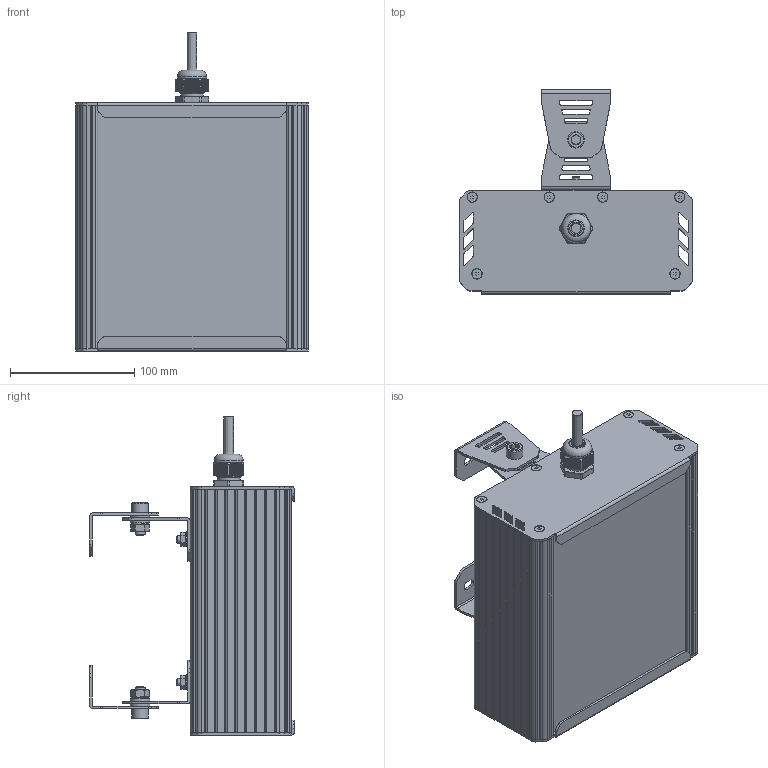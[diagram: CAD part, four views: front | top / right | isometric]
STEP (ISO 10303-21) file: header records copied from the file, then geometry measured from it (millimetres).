
FILE_DESCRIPTION(('STEP AP214'), '1');
FILE_NAME('001.0079.03.000 - ÃÑÏ-Ýêñòðà-10', '2023-10-28T05:10:22', ('Ëóêîíèí'), ('ÎÊÁ Ñâîé Ñòèëü'), 'C3D Converter', 'C3D Toolkit', '');
FILE_SCHEMA(('AUTOMOTIVE_DESIGN { 1 0 10303 214 3 1 1}'));
Length unit declared in the file: millimetre
Products named in the file (32): 001.0079.03.000; 001.0065.01.000
Assembly tree (55 placements, depth 4):
  001.0079.03.000
    (unnamed)
      (unnamed)
      (unnamed)
      (unnamed)
      (unnamed)  x6
      (unnamed)  x6
      (unnamed)
      (unnamed)
      (unnamed)
      (unnamed)
        (unnamed)
        (unnamed)  x13
        (unnamed)
        (unnamed)
        (unnamed)
        (unnamed)
        (unnamed)
        (unnamed)
        (unnamed)
      (unnamed)
        (unnamed)
    001.0065.01.000  x2
      (unnamed)
      (unnamed)
      (unnamed)
      (unnamed)
      (unnamed)
      (unnamed)
      (unnamed)
      (unnamed)
      (unnamed)
Bounding box: 187.37 x 164.65 x 256 mm (x, y, z)
Volume: 658155.6 mm3; surface area: 526278.5 mm2
Topology: 72 solids, 72 shells, 2213 faces, 6198 edges, 4160 vertices
Faces by surface type: plane 1232, cylinder 774, cone 178, bspline 17, torus 11, sphere 1
Full cylindrical faces by diameter (mm): 1 x1, 2 x2, 2.5 x4, 2.8 x25, 3.2 x1, 3.5 x5, 4 x12, 6 x4, 6.375 x2, 8 x16, 8.5 x8, 12 x3, 12.5 x1, 13.333 x2, 16 x5, 18.5 x3, 20 x1, 23.5 x1
Entity records: 103194 total; most frequent: CARTESIAN_POINT 40772, ORIENTED_EDGE 9920, DIRECTION 9086, EDGE_CURVE 4960, VERTEX_POINT 3398, AXIS2_PLACEMENT_3D 3067, LINE 2952, VECTOR 2952
